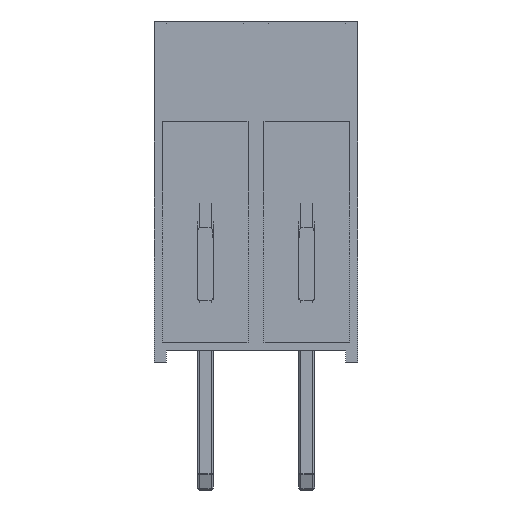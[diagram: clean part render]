
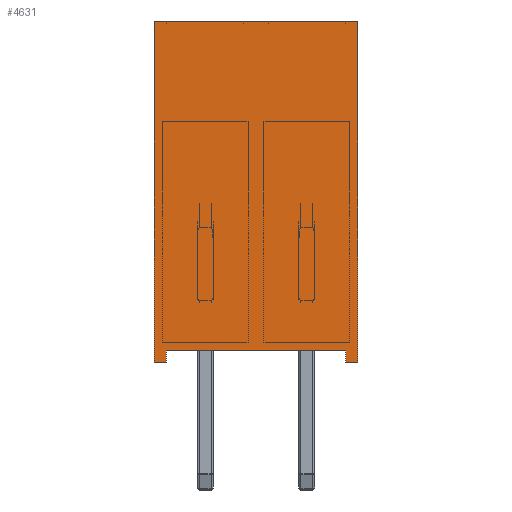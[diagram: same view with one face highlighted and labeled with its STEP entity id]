
A CAD part, left-side view. The second image highlights one B-rep face of the part: STEP entity #4631.
In plain terms, the highlighted planar face has unit normal (-1, 0, 0).
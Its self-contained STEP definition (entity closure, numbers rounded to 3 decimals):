
#658=FACE_OUTER_BOUND('',#948,.T.);
#948=EDGE_LOOP('',(#3008,#3009,#3010,#3011,#3012,#3013,#3014,#3015));
#1270=LINE('',#7216,#1618);
#1271=LINE('',#7219,#1619);
#1273=LINE('',#7223,#1621);
#1274=LINE('',#7225,#1622);
#1275=LINE('',#7227,#1623);
#1276=LINE('',#7229,#1624);
#1277=LINE('',#7231,#1625);
#1278=LINE('',#7232,#1626);
#1618=VECTOR('',#5621,10.);
#1619=VECTOR('',#5624,10.);
#1621=VECTOR('',#5628,10.);
#1622=VECTOR('',#5629,10.);
#1623=VECTOR('',#5630,10.);
#1624=VECTOR('',#5631,10.);
#1625=VECTOR('',#5632,10.);
#1626=VECTOR('',#5633,10.);
#1964=VERTEX_POINT('',#7212);
#1965=VERTEX_POINT('',#7214);
#1966=VERTEX_POINT('',#7218);
#1967=VERTEX_POINT('',#7222);
#1968=VERTEX_POINT('',#7224);
#1969=VERTEX_POINT('',#7226);
#1970=VERTEX_POINT('',#7228);
#1971=VERTEX_POINT('',#7230);
#2342=EDGE_CURVE('',#1964,#1965,#1270,.T.);
#2343=EDGE_CURVE('',#1966,#1964,#1271,.T.);
#2345=EDGE_CURVE('',#1965,#1967,#1273,.T.);
#2346=EDGE_CURVE('',#1967,#1968,#1274,.T.);
#2347=EDGE_CURVE('',#1968,#1969,#1275,.T.);
#2348=EDGE_CURVE('',#1969,#1970,#1276,.T.);
#2349=EDGE_CURVE('',#1971,#1970,#1277,.T.);
#2350=EDGE_CURVE('',#1966,#1971,#1278,.T.);
#3008=ORIENTED_EDGE('',*,*,#2345,.T.);
#3009=ORIENTED_EDGE('',*,*,#2346,.T.);
#3010=ORIENTED_EDGE('',*,*,#2347,.T.);
#3011=ORIENTED_EDGE('',*,*,#2348,.T.);
#3012=ORIENTED_EDGE('',*,*,#2349,.F.);
#3013=ORIENTED_EDGE('',*,*,#2350,.F.);
#3014=ORIENTED_EDGE('',*,*,#2343,.T.);
#3015=ORIENTED_EDGE('',*,*,#2342,.T.);
#4302=PLANE('',#4975);
#4631=ADVANCED_FACE('',(#658),#4302,.T.);
#4975=AXIS2_PLACEMENT_3D('',#7221,#5626,#5627);
#5621=DIRECTION('',(0.,0.,1.));
#5624=DIRECTION('',(0.,-1.,0.));
#5626=DIRECTION('center_axis',(-1.,0.,0.));
#5627=DIRECTION('ref_axis',(0.,-1.,0.));
#5628=DIRECTION('',(0.,-1.,0.));
#5629=DIRECTION('',(0.,0.,-1.));
#5630=DIRECTION('',(0.,-1.,0.));
#5631=DIRECTION('',(0.,0.,1.));
#5632=DIRECTION('',(0.,-1.,0.));
#5633=DIRECTION('',(0.,0.,1.));
#7212=CARTESIAN_POINT('',(-1.27,3.51,0.));
#7214=CARTESIAN_POINT('',(-1.27,3.51,0.3));
#7216=CARTESIAN_POINT('',(-1.27,3.51,0.));
#7218=CARTESIAN_POINT('',(-1.27,3.81,0.));
#7219=CARTESIAN_POINT('',(-1.27,3.81,0.));
#7221=CARTESIAN_POINT('Origin',(-1.27,1.27,0.));
#7222=CARTESIAN_POINT('',(-1.27,-0.97,0.3));
#7223=CARTESIAN_POINT('',(-1.27,1.27,0.3));
#7224=CARTESIAN_POINT('',(-1.27,-0.97,0.));
#7225=CARTESIAN_POINT('',(-1.27,-0.97,0.));
#7226=CARTESIAN_POINT('',(-1.27,-1.27,0.));
#7227=CARTESIAN_POINT('',(-1.27,1.27,0.));
#7228=CARTESIAN_POINT('',(-1.27,-1.27,8.5));
#7229=CARTESIAN_POINT('',(-1.27,-1.27,0.));
#7230=CARTESIAN_POINT('',(-1.27,3.81,8.5));
#7231=CARTESIAN_POINT('',(-1.27,3.81,8.5));
#7232=CARTESIAN_POINT('',(-1.27,3.81,0.));
